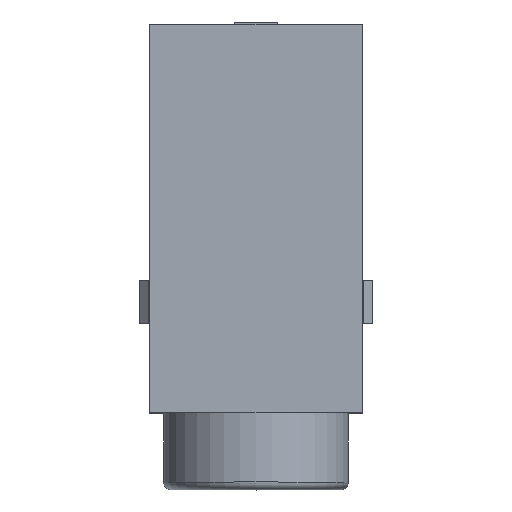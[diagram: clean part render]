
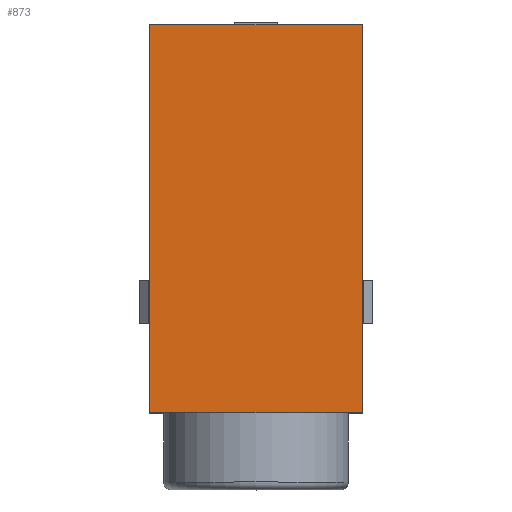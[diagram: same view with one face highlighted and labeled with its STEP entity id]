
A CAD part, top view. The second image highlights one B-rep face of the part: STEP entity #873.
In plain terms, the highlighted planar face has unit normal (0, 0, 1).
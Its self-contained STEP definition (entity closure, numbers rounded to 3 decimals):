
#61=PLANE('',#949);
#107=FACE_OUTER_BOUND('',#159,.T.);
#159=EDGE_LOOP('',(#812,#813,#814,#815));
#190=LINE('',#1254,#294);
#198=LINE('',#1270,#302);
#260=LINE('',#1420,#364);
#264=LINE('',#1426,#368);
#294=VECTOR('',#1012,10.);
#302=VECTOR('',#1024,10.);
#364=VECTOR('',#1170,10.);
#368=VECTOR('',#1178,10.);
#411=VERTEX_POINT('',#1251);
#412=VERTEX_POINT('',#1253);
#417=VERTEX_POINT('',#1267);
#418=VERTEX_POINT('',#1269);
#498=EDGE_CURVE('',#412,#411,#190,.T.);
#506=EDGE_CURVE('',#417,#418,#198,.T.);
#580=EDGE_CURVE('',#412,#417,#260,.T.);
#584=EDGE_CURVE('',#418,#411,#264,.T.);
#812=ORIENTED_EDGE('',*,*,#580,.F.);
#813=ORIENTED_EDGE('',*,*,#498,.T.);
#814=ORIENTED_EDGE('',*,*,#584,.F.);
#815=ORIENTED_EDGE('',*,*,#506,.F.);
#873=ADVANCED_FACE('',(#107),#61,.T.);
#949=AXIS2_PLACEMENT_3D('',#1425,#1176,#1177);
#1012=DIRECTION('',(0.,1.,0.));
#1024=DIRECTION('',(0.,1.,0.));
#1170=DIRECTION('',(-1.,0.,0.));
#1176=DIRECTION('center_axis',(0.,0.,1.));
#1177=DIRECTION('ref_axis',(1.,0.,0.));
#1178=DIRECTION('',(1.,0.,0.));
#1251=CARTESIAN_POINT('',(6.9,12.6,7.1));
#1253=CARTESIAN_POINT('',(6.9,0.,7.1));
#1254=CARTESIAN_POINT('',(6.9,0.,7.1));
#1267=CARTESIAN_POINT('',(0.,0.,7.1));
#1269=CARTESIAN_POINT('',(0.,12.6,7.1));
#1270=CARTESIAN_POINT('',(0.,0.,7.1));
#1420=CARTESIAN_POINT('',(6.9,0.,7.1));
#1425=CARTESIAN_POINT('Origin',(0.,0.,7.1));
#1426=CARTESIAN_POINT('',(6.9,12.6,7.1));
